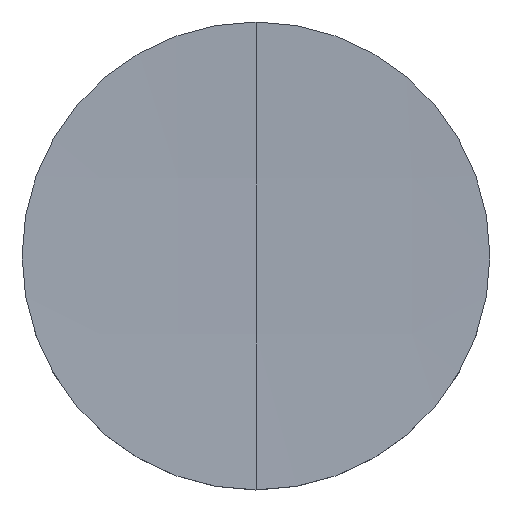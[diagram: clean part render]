
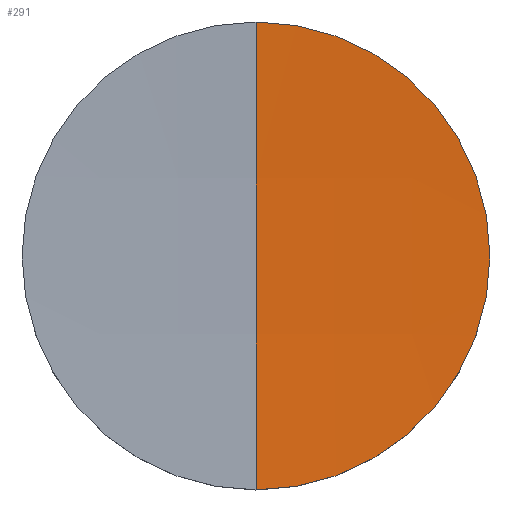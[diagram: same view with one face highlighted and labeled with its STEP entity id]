
A CAD part, top view. The second image highlights one B-rep face of the part: STEP entity #291.
In plain terms, the highlighted free-form (B-spline) face has degree [3, 3] with [4, 4] control points.
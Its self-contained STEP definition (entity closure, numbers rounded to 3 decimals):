
#4 = EDGE_CURVE ( 'NONE', #280, #236, #259, .T. ) ;
#21 = DIRECTION ( 'NONE',  ( 0., 1., 0. ) ) ;
#24 = CARTESIAN_POINT ( 'NONE',  ( 0., 0., 418.7 ) ) ;
#29 = CARTESIAN_POINT ( 'NONE',  ( 0., 0., 3.394 ) ) ;
#33 = CARTESIAN_POINT ( 'NONE',  ( 0., -12.7, 3.394 ) ) ;
#34 = CARTESIAN_POINT ( 'NONE',  ( 12.77, 12.852, 3.595 ) ) ;
#36 = CARTESIAN_POINT ( 'NONE',  ( 0., -12.852, 3.399 ) ) ;
#58 = CARTESIAN_POINT ( 'NONE',  ( 0., 12.852, 3.399 ) ) ;
#61 = CARTESIAN_POINT ( 'NONE',  ( 4.26, 4.285, 3.134 ) ) ;
#68 = EDGE_CURVE ( 'NONE', #280, #218, #110, .T. ) ;
#80 = DIRECTION ( 'NONE',  ( 0., 0., -1. ) ) ;
#82 = DIRECTION ( 'NONE',  ( 1., 0., 0. ) ) ;
#84 = CARTESIAN_POINT ( 'NONE',  ( 0., 12.7, 3.394 ) ) ;
#88 = CARTESIAN_POINT ( 'NONE',  ( 0., -4.285, 3.134 ) ) ;
#94 = DIRECTION ( 'NONE',  ( -1., 0., 0. ) ) ;
#97 = CARTESIAN_POINT ( 'NONE',  ( 0., 0., 3.394 ) ) ;
#100 = ORIENTED_EDGE ( 'NONE', *, *, #68, .F. ) ;
#101 = CARTESIAN_POINT ( 'NONE',  ( 12.778, 4.285, 3.33 ) ) ;
#104 = CARTESIAN_POINT ( 'NONE',  ( 12.77, -12.852, 3.595 ) ) ;
#110 = CIRCLE ( 'NONE', #144, 12.7 ) ;
#113 = FACE_OUTER_BOUND ( 'NONE', #141, .T. ) ;
#124 = DIRECTION ( 'NONE',  ( 0., 0., -1. ) ) ;
#128 = CARTESIAN_POINT ( 'NONE',  ( 8.52, 4.285, 3.199 ) ) ;
#129 = CARTESIAN_POINT ( 'NONE',  ( 12.778, -4.285, 3.33 ) ) ;
#130 = CARTESIAN_POINT ( 'NONE',  ( 4.258, -12.852, 3.399 ) ) ;
#133 = ORIENTED_EDGE ( 'NONE', *, *, #4, .T. ) ;
#135 = ORIENTED_EDGE ( 'NONE', *, *, #226, .F. ) ;
#141 = EDGE_LOOP ( 'NONE', ( #100, #133, #135 ) ) ;
#144 = AXIS2_PLACEMENT_3D ( 'NONE', #97, #80, #82 ) ;
#147 = CARTESIAN_POINT ( 'NONE',  ( 8.515, 12.852, 3.464 ) ) ;
#148 = DIRECTION ( 'NONE',  ( 1., 0., 0. ) ) ;
#150 = CARTESIAN_POINT ( 'NONE',  ( 8.52, -4.285, 3.199 ) ) ;
#198 = CARTESIAN_POINT ( 'NONE',  ( 0., 4.285, 3.134 ) ) ;
#200 = CARTESIAN_POINT ( 'NONE',  ( 8.515, -12.852, 3.464 ) ) ;
#206 = AXIS2_PLACEMENT_3D ( 'NONE', #29, #124, #148 ) ;
#208 = CIRCLE ( 'NONE', #206, 12.7 ) ;
#218 = VERTEX_POINT ( 'NONE', #260 ) ;
#226 = EDGE_CURVE ( 'NONE', #218, #236, #208, .T. ) ;
#236 = VERTEX_POINT ( 'NONE', #33 ) ;
#245 = CARTESIAN_POINT ( 'NONE',  ( 4.258, 12.852, 3.399 ) ) ;
#259 = CIRCLE ( 'NONE', #293, 415.5 ) ;
#260 = CARTESIAN_POINT ( 'NONE',  ( 12.7, 0., 3.394 ) ) ;
#279 =( BOUNDED_SURFACE ( )  B_SPLINE_SURFACE ( 3, 3, ( 
 ( #34, #147, #245, #58 ),
 ( #101, #128, #61, #198 ),
 ( #129, #150, #286, #88 ),
 ( #104, #200, #130, #36 ) ),
 .UNSPECIFIED., .F., .F., .F. ) 
 B_SPLINE_SURFACE_WITH_KNOTS ( ( 4, 4 ),
 ( 4, 4 ),
 ( 0., 1. ),
 ( 0., 1. ),
 .UNSPECIFIED. ) 
 GEOMETRIC_REPRESENTATION_ITEM ( )  RATIONAL_B_SPLINE_SURFACE ( (
 ( 1., 1., 1., 1.),
 ( 1., 1., 1., 1.),
 ( 1., 1., 1., 1.),
 ( 1., 1., 1., 1.) ) ) 
 REPRESENTATION_ITEM ( '' )  SURFACE ( )  );
#280 = VERTEX_POINT ( 'NONE', #84 ) ;
#286 = CARTESIAN_POINT ( 'NONE',  ( 4.26, -4.285, 3.134 ) ) ;
#291 = ADVANCED_FACE ( 'NONE', ( #113 ), #279, .F. ) ;
#293 = AXIS2_PLACEMENT_3D ( 'NONE', #24, #94, #21 ) ;
